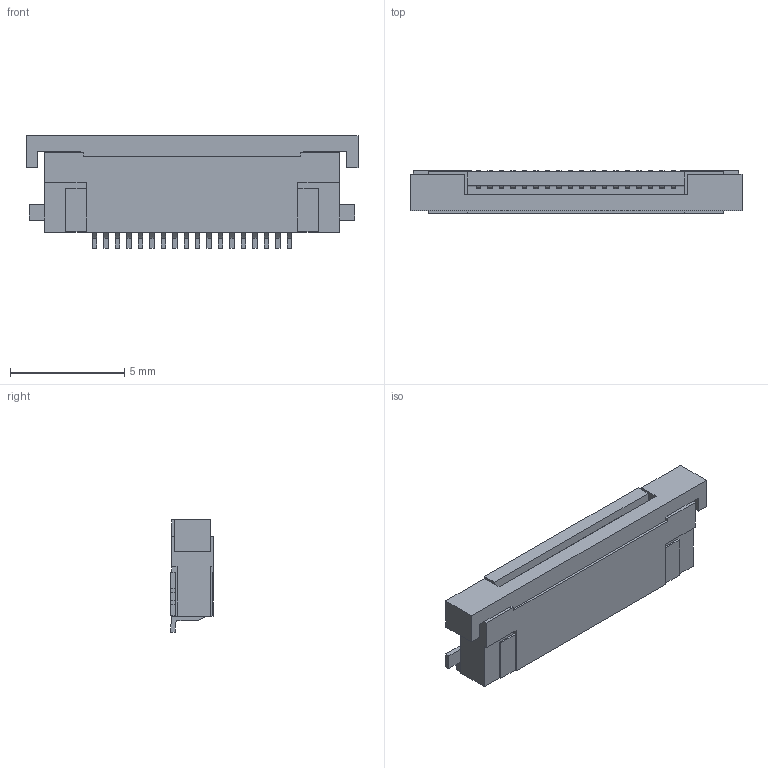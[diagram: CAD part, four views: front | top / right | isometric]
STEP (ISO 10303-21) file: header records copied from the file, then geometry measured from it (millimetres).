
FILE_DESCRIPTION((''),'2;1');
FILE_NAME('ISFV18R_1STLF','2007-09-03T',('ShoujiR'),(''),'PRO/ENGINEER BY PARAMETRIC TECHNOLOGY CORPORATION, 2005230','PRO/ENGINEER BY PARAMETRIC TECHNOLOGY CORPORATION, 2005230','');
FILE_SCHEMA(('CONFIG_CONTROL_DESIGN'));
Length unit declared in the file: millimetre
Products named in the file (1): ISFV18R_1STLF
Bounding box: 14.5 x 1.87 x 4.9 mm (x, y, z)
Volume: 89.8 mm3; surface area: 294.9 mm2
Topology: 1 solids, 1 shells, 442 faces, 1264 edges, 842 vertices
Faces by surface type: plane 388, cylinder 54
Entity records: 14258 total; most frequent: CARTESIAN_POINT 2548, ORIENTED_EDGE 2528, DIRECTION 2256, EDGE_CURVE 1264, VECTOR 1156, LINE 1156, VERTEX_POINT 842, AXIS2_PLACEMENT_3D 550
